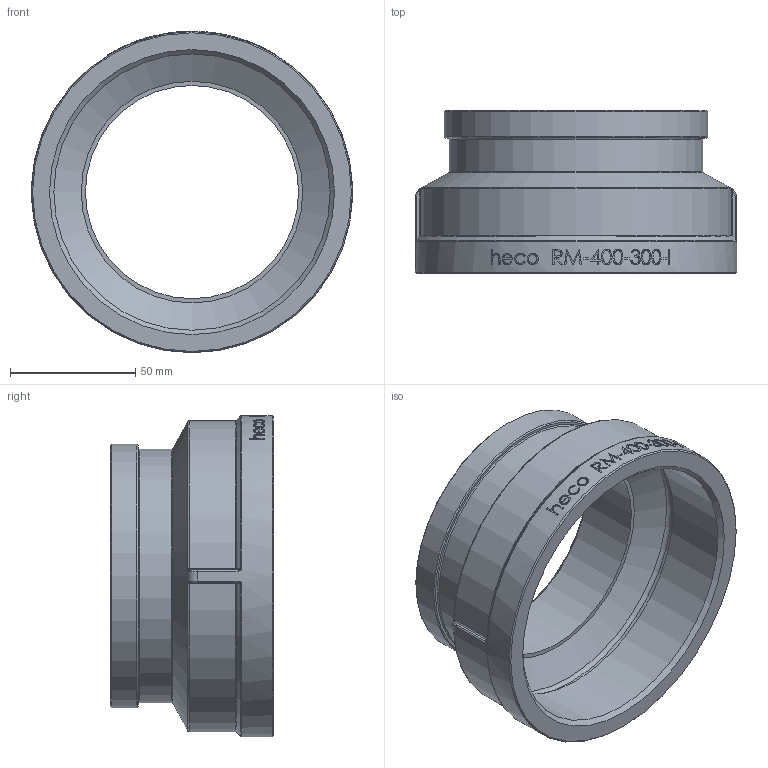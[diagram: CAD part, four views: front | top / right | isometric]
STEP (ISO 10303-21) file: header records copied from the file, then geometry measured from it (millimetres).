
FILE_DESCRIPTION (( 'STEP AP214' ), '1' );
FILE_NAME ('heco-RM-400-300-I.STEP', '2015-10-26T15:07:24', ( 'test' ), ( '' ), 'SwSTEP 2.0', 'SolidWorks 2011', '' );
FILE_SCHEMA (( 'AUTOMOTIVE_DESIGN' ));
Length unit declared in the file: millimetre
Products named in the file (1): heco-RM-400-300-I
Bounding box: 128 x 65 x 128.09 mm (x, y, z)
Volume: 181501.6 mm3; surface area: 56167.9 mm2
Topology: 1 solids, 1 shells, 247 faces, 616 edges, 398 vertices
Faces by surface type: bspline 122, plane 62, cylinder 40, torus 11, cone 8, sphere 4
Full cylindrical faces by diameter (mm): 84.926 x1, 101 x1, 105 x1, 110.072 x1, 114 x1, 128 x1
Entity records: 29705 total; most frequent: CARTESIAN_POINT 24151, ORIENTED_EDGE 1184, EDGE_CURVE 592, DIRECTION 558, B_SPLINE_CURVE_WITH_KNOTS 391, VERTEX_POINT 391, EDGE_LOOP 293, FACE_OUTER_BOUND 258
